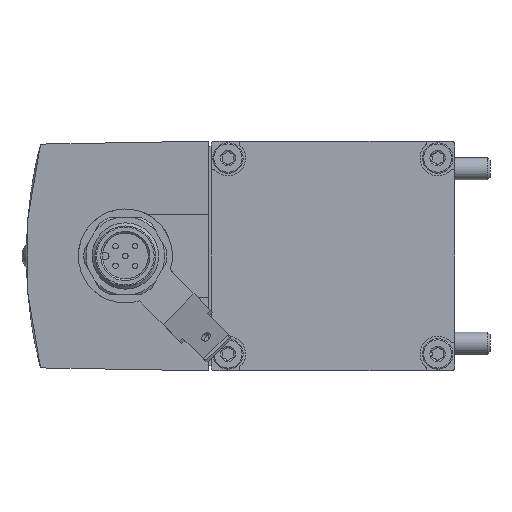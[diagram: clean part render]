
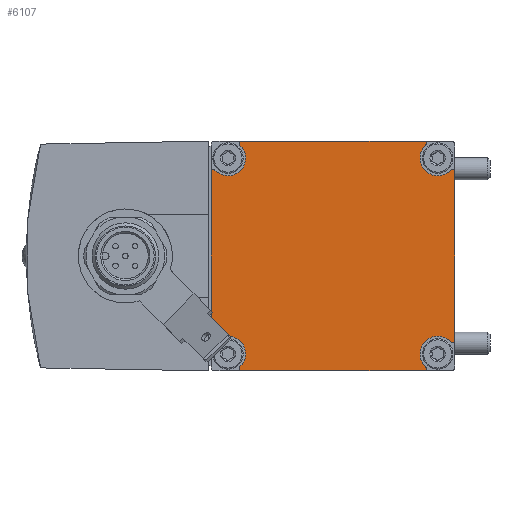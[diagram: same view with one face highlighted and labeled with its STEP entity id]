
A CAD part, left-side view. The second image highlights one B-rep face of the part: STEP entity #6107.
In plain terms, the highlighted planar face has unit normal (-1, 0, 0).
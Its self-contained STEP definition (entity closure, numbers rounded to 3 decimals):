
#261=CIRCLE('',#6428,0.4);
#262=CIRCLE('',#6429,3.2);
#263=CIRCLE('',#6430,0.4);
#264=CIRCLE('',#6431,0.4);
#265=CIRCLE('',#6432,3.2);
#266=CIRCLE('',#6433,0.4);
#267=CIRCLE('',#6434,0.4);
#268=CIRCLE('',#6435,3.2);
#269=CIRCLE('',#6436,0.4);
#270=CIRCLE('',#6437,0.4);
#271=CIRCLE('',#6438,3.2);
#272=CIRCLE('',#6439,0.4);
#525=ORIENTED_EDGE('',*,*,#1713,.F.);
#526=ORIENTED_EDGE('',*,*,#1714,.F.);
#527=ORIENTED_EDGE('',*,*,#1715,.T.);
#528=ORIENTED_EDGE('',*,*,#1716,.F.);
#529=ORIENTED_EDGE('',*,*,#1717,.F.);
#530=ORIENTED_EDGE('',*,*,#1718,.F.);
#531=ORIENTED_EDGE('',*,*,#1719,.T.);
#532=ORIENTED_EDGE('',*,*,#1720,.F.);
#533=ORIENTED_EDGE('',*,*,#1721,.F.);
#534=ORIENTED_EDGE('',*,*,#1722,.F.);
#535=ORIENTED_EDGE('',*,*,#1723,.T.);
#536=ORIENTED_EDGE('',*,*,#1724,.F.);
#537=ORIENTED_EDGE('',*,*,#1725,.F.);
#538=ORIENTED_EDGE('',*,*,#1726,.F.);
#539=ORIENTED_EDGE('',*,*,#1727,.T.);
#540=ORIENTED_EDGE('',*,*,#1728,.F.);
#1713=EDGE_CURVE('',#2291,#2292,#2647,.T.);
#1714=EDGE_CURVE('',#2293,#2291,#261,.T.);
#1715=EDGE_CURVE('',#2293,#2294,#262,.T.);
#1716=EDGE_CURVE('',#2295,#2294,#263,.T.);
#1717=EDGE_CURVE('',#2296,#2295,#2648,.T.);
#1718=EDGE_CURVE('',#2297,#2296,#264,.T.);
#1719=EDGE_CURVE('',#2297,#2298,#265,.T.);
#1720=EDGE_CURVE('',#2299,#2298,#266,.T.);
#1721=EDGE_CURVE('',#2300,#2299,#2649,.T.);
#1722=EDGE_CURVE('',#2301,#2300,#267,.T.);
#1723=EDGE_CURVE('',#2301,#2302,#268,.T.);
#1724=EDGE_CURVE('',#2303,#2302,#269,.T.);
#1725=EDGE_CURVE('',#2304,#2303,#2650,.T.);
#1726=EDGE_CURVE('',#2305,#2304,#270,.T.);
#1727=EDGE_CURVE('',#2305,#2306,#271,.T.);
#1728=EDGE_CURVE('',#2292,#2306,#272,.T.);
#2291=VERTEX_POINT('',#8491);
#2292=VERTEX_POINT('',#8492);
#2293=VERTEX_POINT('',#8494);
#2294=VERTEX_POINT('',#8496);
#2295=VERTEX_POINT('',#8498);
#2296=VERTEX_POINT('',#8500);
#2297=VERTEX_POINT('',#8502);
#2298=VERTEX_POINT('',#8504);
#2299=VERTEX_POINT('',#8506);
#2300=VERTEX_POINT('',#8508);
#2301=VERTEX_POINT('',#8510);
#2302=VERTEX_POINT('',#8512);
#2303=VERTEX_POINT('',#8514);
#2304=VERTEX_POINT('',#8516);
#2305=VERTEX_POINT('',#8518);
#2306=VERTEX_POINT('',#8520);
#2647=LINE('',#8490,#2966);
#2648=LINE('',#8499,#2967);
#2649=LINE('',#8507,#2968);
#2650=LINE('',#8515,#2969);
#2966=VECTOR('',#7013,1000.);
#2967=VECTOR('',#7020,1000.);
#2968=VECTOR('',#7027,1000.);
#2969=VECTOR('',#7034,1000.);
#3294=EDGE_LOOP('',(#525,#526,#527,#528,#529,#530,#531,#532,#533,#534,#535,
#536,#537,#538,#539,#540));
#3658=FACE_BOUND('',#3294,.T.);
#3993=PLANE('',#6427);
#6107=ADVANCED_FACE('',(#3658),#3993,.F.);
#6427=AXIS2_PLACEMENT_3D('',#8489,#7011,#7012);
#6428=AXIS2_PLACEMENT_3D('',#8493,#7014,#7015);
#6429=AXIS2_PLACEMENT_3D('',#8495,#7016,#7017);
#6430=AXIS2_PLACEMENT_3D('',#8497,#7018,#7019);
#6431=AXIS2_PLACEMENT_3D('',#8501,#7021,#7022);
#6432=AXIS2_PLACEMENT_3D('',#8503,#7023,#7024);
#6433=AXIS2_PLACEMENT_3D('',#8505,#7025,#7026);
#6434=AXIS2_PLACEMENT_3D('',#8509,#7028,#7029);
#6435=AXIS2_PLACEMENT_3D('',#8511,#7030,#7031);
#6436=AXIS2_PLACEMENT_3D('',#8513,#7032,#7033);
#6437=AXIS2_PLACEMENT_3D('',#8517,#7035,#7036);
#6438=AXIS2_PLACEMENT_3D('',#8519,#7037,#7038);
#6439=AXIS2_PLACEMENT_3D('',#8521,#7039,#7040);
#7011=DIRECTION('',(1.,0.,0.));
#7012=DIRECTION('',(0.,0.,-1.));
#7013=DIRECTION('',(0.,0.,1.));
#7014=DIRECTION('',(1.,0.,0.));
#7015=DIRECTION('',(0.,0.,-1.));
#7016=DIRECTION('',(1.,0.,0.));
#7017=DIRECTION('',(0.,0.,-1.));
#7018=DIRECTION('',(1.,0.,0.));
#7019=DIRECTION('',(0.,0.,-1.));
#7020=DIRECTION('',(0.,1.,0.));
#7021=DIRECTION('',(1.,0.,0.));
#7022=DIRECTION('',(0.,0.,-1.));
#7023=DIRECTION('',(1.,0.,0.));
#7024=DIRECTION('',(0.,0.,-1.));
#7025=DIRECTION('',(1.,0.,0.));
#7026=DIRECTION('',(0.,0.,-1.));
#7027=DIRECTION('',(0.,0.,-1.));
#7028=DIRECTION('',(1.,0.,0.));
#7029=DIRECTION('',(0.,0.,-1.));
#7030=DIRECTION('',(1.,0.,0.));
#7031=DIRECTION('',(0.,0.,-1.));
#7032=DIRECTION('',(1.,0.,0.));
#7033=DIRECTION('',(0.,0.,-1.));
#7034=DIRECTION('',(0.,-1.,0.));
#7035=DIRECTION('',(1.,0.,0.));
#7036=DIRECTION('',(0.,0.,-1.));
#7037=DIRECTION('',(1.,0.,0.));
#7038=DIRECTION('',(0.,0.,-1.));
#7039=DIRECTION('',(1.,0.,0.));
#7040=DIRECTION('',(0.,0.,-1.));
#8489=CARTESIAN_POINT('',(-110.4,43.5,20.25));
#8490=CARTESIAN_POINT('',(-110.4,44.,-20.25));
#8491=CARTESIAN_POINT('',(-110.4,44.,-15.263));
#8492=CARTESIAN_POINT('',(-110.4,44.,15.263));
#8493=CARTESIAN_POINT('',(-110.4,43.6,-15.263));
#8494=CARTESIAN_POINT('',(-110.4,43.306,-15.534));
#8495=CARTESIAN_POINT('',(-110.4,40.95,-17.7));
#8496=CARTESIAN_POINT('',(-110.4,38.784,-20.056));
#8497=CARTESIAN_POINT('',(-110.4,38.513,-20.35));
#8498=CARTESIAN_POINT('',(-110.4,38.513,-20.75));
#8499=CARTESIAN_POINT('',(-110.4,0.5,-20.75));
#8500=CARTESIAN_POINT('',(-110.4,5.487,-20.75));
#8501=CARTESIAN_POINT('',(-110.4,5.487,-20.35));
#8502=CARTESIAN_POINT('',(-110.4,5.216,-20.056));
#8503=CARTESIAN_POINT('',(-110.4,3.05,-17.7));
#8504=CARTESIAN_POINT('',(-110.4,0.694,-15.534));
#8505=CARTESIAN_POINT('',(-110.4,0.4,-15.263));
#8506=CARTESIAN_POINT('',(-110.4,0.,-15.263));
#8507=CARTESIAN_POINT('',(-110.4,0.,20.25));
#8508=CARTESIAN_POINT('',(-110.4,0.,15.263));
#8509=CARTESIAN_POINT('',(-110.4,0.4,15.263));
#8510=CARTESIAN_POINT('',(-110.4,0.694,15.534));
#8511=CARTESIAN_POINT('',(-110.4,3.05,17.7));
#8512=CARTESIAN_POINT('',(-110.4,5.216,20.056));
#8513=CARTESIAN_POINT('',(-110.4,5.487,20.35));
#8514=CARTESIAN_POINT('',(-110.4,5.487,20.75));
#8515=CARTESIAN_POINT('',(-110.4,43.5,20.75));
#8516=CARTESIAN_POINT('',(-110.4,38.513,20.75));
#8517=CARTESIAN_POINT('',(-110.4,38.513,20.35));
#8518=CARTESIAN_POINT('',(-110.4,38.784,20.056));
#8519=CARTESIAN_POINT('',(-110.4,40.95,17.7));
#8520=CARTESIAN_POINT('',(-110.4,43.306,15.534));
#8521=CARTESIAN_POINT('',(-110.4,43.6,15.263));
